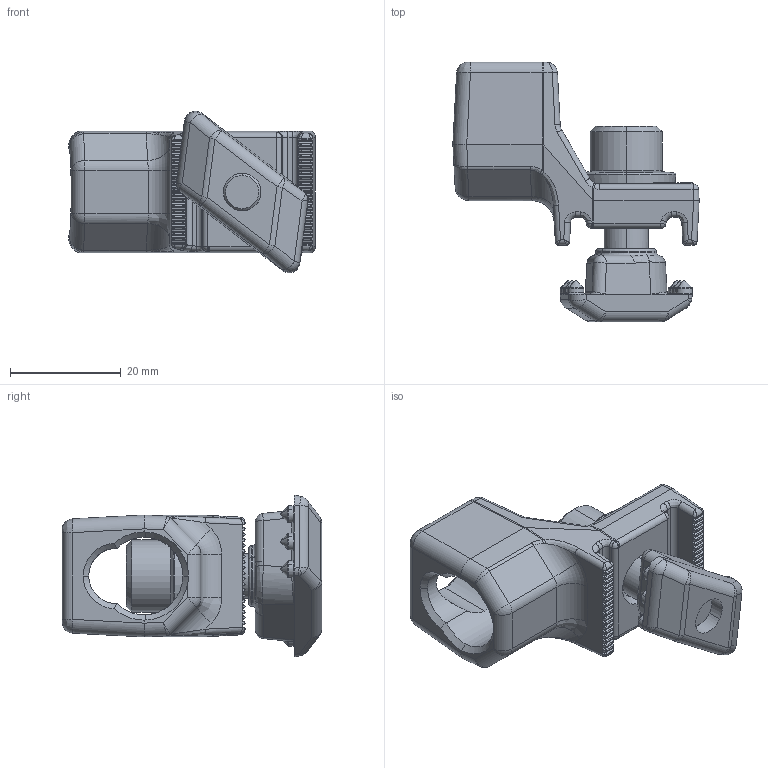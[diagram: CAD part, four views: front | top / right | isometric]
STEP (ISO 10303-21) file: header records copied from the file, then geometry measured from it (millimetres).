
FILE_DESCRIPTION((''),'2;1');
FILE_NAME('AD_70_DUMMY','2017-03-07T',('SEERHAA1'),(''),'CREO PARAMETRIC BY PTC INC, 2016130','CREO PARAMETRIC BY PTC INC, 2016130','');
FILE_SCHEMA(('CONFIG_CONTROL_DESIGN'));
Length unit declared in the file: millimetre
Products named in the file (1): AD_70_DUMMY
Bounding box: 44.44 x 46.87 x 29.16 mm (x, y, z)
Volume: 14618.2 mm3; surface area: 8249.6 mm2
Topology: 1 solids, 2 shells, 819 faces, 2277 edges, 1474 vertices
Faces by surface type: cylinder 293, plane 270, bspline 88, extrusion 77, torus 39, cone 34, sphere 18
Entity records: 38572 total; most frequent: CARTESIAN_POINT 19747, ORIENTED_EDGE 4514, DIRECTION 2952, EDGE_CURVE 2257, VERTEX_POINT 1474, B_SPLINE_CURVE_WITH_KNOTS 1098, AXIS2_PLACEMENT_3D 985, VECTOR 982
